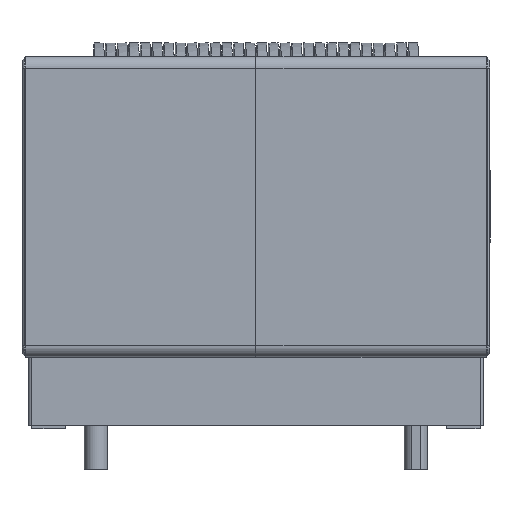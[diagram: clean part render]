
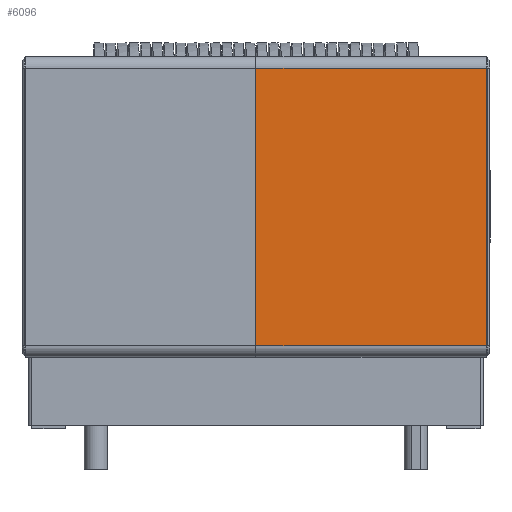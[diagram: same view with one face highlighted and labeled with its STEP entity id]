
A CAD part, left-side view. The second image highlights one B-rep face of the part: STEP entity #6096.
In plain terms, the highlighted planar face has unit normal (-1, 0, 0).
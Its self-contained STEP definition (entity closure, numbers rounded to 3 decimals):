
#340=PLANE('',#6862);
#1348=ORIENTED_EDGE('',*,*,#2751,.T.);
#1349=ORIENTED_EDGE('',*,*,#2824,.T.);
#1350=ORIENTED_EDGE('',*,*,#2745,.T.);
#1351=ORIENTED_EDGE('',*,*,#2785,.F.);
#2745=EDGE_CURVE('',#3549,#3550,#4200,.F.);
#2751=EDGE_CURVE('',#3556,#3555,#4203,.T.);
#2785=EDGE_CURVE('',#3556,#3550,#4218,.T.);
#2824=EDGE_CURVE('',#3555,#3549,#4237,.T.);
#3549=VERTEX_POINT('',#9440);
#3550=VERTEX_POINT('',#9441);
#3555=VERTEX_POINT('',#9452);
#3556=VERTEX_POINT('',#9454);
#4200=LINE('',#9439,#4802);
#4203=LINE('',#9453,#4805);
#4218=LINE('',#9523,#4820);
#4237=LINE('',#9588,#4839);
#4802=VECTOR('',#7743,1000.);
#4805=VECTOR('',#7754,1000.);
#4820=VECTOR('',#7827,1000.);
#4839=VECTOR('',#7904,1000.);
#5267=EDGE_LOOP('',(#1348,#1349,#1350,#1351));
#5657=FACE_BOUND('',#5267,.T.);
#6096=ADVANCED_FACE('',(#5657),#340,.F.);
#6862=AXIS2_PLACEMENT_3D('',#9587,#7902,#7903);
#7743=DIRECTION('',(0.,0.,-1.));
#7754=DIRECTION('',(0.,0.,-1.));
#7827=DIRECTION('',(0.,-1.,0.));
#7902=DIRECTION('',(1.,0.,0.));
#7903=DIRECTION('',(0.,0.,-1.));
#7904=DIRECTION('',(0.,-1.,0.));
#9439=CARTESIAN_POINT('',(-17.6,-12.,20.25));
#9440=CARTESIAN_POINT('',(-17.6,-12.,0.3));
#9441=CARTESIAN_POINT('',(-17.6,-12.,20.25));
#9452=CARTESIAN_POINT('',(-17.6,12.,0.3));
#9453=CARTESIAN_POINT('',(-17.6,12.,20.25));
#9454=CARTESIAN_POINT('',(-17.6,12.,20.25));
#9523=CARTESIAN_POINT('',(-17.6,13.,20.25));
#9587=CARTESIAN_POINT('',(-17.6,13.,20.25));
#9588=CARTESIAN_POINT('',(-17.6,12.,0.3));
